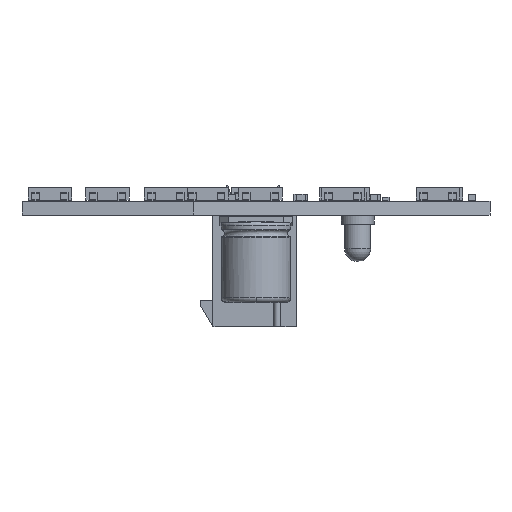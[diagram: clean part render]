
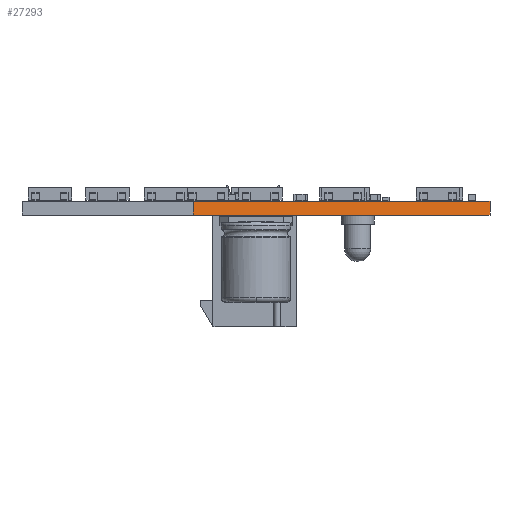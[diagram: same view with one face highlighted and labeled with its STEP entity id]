
A CAD part, left-side view. The second image highlights one B-rep face of the part: STEP entity #27293.
In plain terms, the highlighted planar face has unit normal (-0.869, -0.496, 0).
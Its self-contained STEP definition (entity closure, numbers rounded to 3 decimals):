
#23443 = PLANE('',#23444);
#23444 = AXIS2_PLACEMENT_3D('',#23445,#23446,#23447);
#23445 = CARTESIAN_POINT('',(141.674,-98.782,1.58));
#23446 = DIRECTION('',(-0.,-0.,-1.));
#23447 = DIRECTION('',(-1.,0.,0.));
#23497 = PLANE('',#23498);
#23498 = AXIS2_PLACEMENT_3D('',#23499,#23500,#23501);
#23499 = CARTESIAN_POINT('',(141.674,-98.782,0.));
#23500 = DIRECTION('',(-0.,-0.,-1.));
#23501 = DIRECTION('',(-1.,0.,0.));
#23530 = PLANE('',#23531);
#23531 = AXIS2_PLACEMENT_3D('',#23532,#23533,#23534);
#23532 = CARTESIAN_POINT('',(76.908,-87.036,0.));
#23533 = DIRECTION('',(-1.,0.,0.));
#23534 = DIRECTION('',(0.,1.,0.));
#24866 = VERTEX_POINT('',#24867);
#24867 = CARTESIAN_POINT('',(96.39,-121.174,0.));
#24881 = PLANE('',#24882);
#24882 = AXIS2_PLACEMENT_3D('',#24883,#24884,#24885);
#24883 = CARTESIAN_POINT('',(210.03,-120.996,0.));
#24884 = DIRECTION('',(0.002,-1.,0.));
#24885 = DIRECTION('',(-1.,-0.002,0.));
#24893 = EDGE_CURVE('',#24866,#24894,#24896,.T.);
#24894 = VERTEX_POINT('',#24895);
#24895 = CARTESIAN_POINT('',(76.908,-87.036,0.));
#24896 = SURFACE_CURVE('',#24897,(#24901,#24908),.PCURVE_S1.);
#24897 = LINE('',#24898,#24899);
#24898 = CARTESIAN_POINT('',(96.39,-121.174,0.));
#24899 = VECTOR('',#24900,1.);
#24900 = DIRECTION('',(-0.496,0.869,0.));
#24901 = PCURVE('',#23497,#24902);
#24902 = DEFINITIONAL_REPRESENTATION('',(#24903),#24907);
#24903 = LINE('',#24904,#24905);
#24904 = CARTESIAN_POINT('',(45.283,-22.391));
#24905 = VECTOR('',#24906,1.);
#24906 = DIRECTION('',(0.496,0.869));
#24907 = ( GEOMETRIC_REPRESENTATION_CONTEXT(2) 
PARAMETRIC_REPRESENTATION_CONTEXT() REPRESENTATION_CONTEXT('2D SPACE',''
  ) );
#24908 = PCURVE('',#24909,#24914);
#24909 = PLANE('',#24910);
#24910 = AXIS2_PLACEMENT_3D('',#24911,#24912,#24913);
#24911 = CARTESIAN_POINT('',(96.39,-121.174,0.));
#24912 = DIRECTION('',(-0.869,-0.496,0.));
#24913 = DIRECTION('',(-0.496,0.869,0.));
#24914 = DEFINITIONAL_REPRESENTATION('',(#24915),#24919);
#24915 = LINE('',#24916,#24917);
#24916 = CARTESIAN_POINT('',(0.,0.));
#24917 = VECTOR('',#24918,1.);
#24918 = DIRECTION('',(1.,0.));
#24919 = ( GEOMETRIC_REPRESENTATION_CONTEXT(2) 
PARAMETRIC_REPRESENTATION_CONTEXT() REPRESENTATION_CONTEXT('2D SPACE',''
  ) );
#26603 = VERTEX_POINT('',#26604);
#26604 = CARTESIAN_POINT('',(96.39,-121.174,1.58));
#26625 = EDGE_CURVE('',#26603,#26626,#26628,.T.);
#26626 = VERTEX_POINT('',#26627);
#26627 = CARTESIAN_POINT('',(76.908,-87.036,1.58));
#26628 = SURFACE_CURVE('',#26629,(#26633,#26640),.PCURVE_S1.);
#26629 = LINE('',#26630,#26631);
#26630 = CARTESIAN_POINT('',(96.39,-121.174,1.58));
#26631 = VECTOR('',#26632,1.);
#26632 = DIRECTION('',(-0.496,0.869,0.));
#26633 = PCURVE('',#23443,#26634);
#26634 = DEFINITIONAL_REPRESENTATION('',(#26635),#26639);
#26635 = LINE('',#26636,#26637);
#26636 = CARTESIAN_POINT('',(45.283,-22.391));
#26637 = VECTOR('',#26638,1.);
#26638 = DIRECTION('',(0.496,0.869));
#26639 = ( GEOMETRIC_REPRESENTATION_CONTEXT(2) 
PARAMETRIC_REPRESENTATION_CONTEXT() REPRESENTATION_CONTEXT('2D SPACE',''
  ) );
#26640 = PCURVE('',#24909,#26641);
#26641 = DEFINITIONAL_REPRESENTATION('',(#26642),#26646);
#26642 = LINE('',#26643,#26644);
#26643 = CARTESIAN_POINT('',(0.,-1.58));
#26644 = VECTOR('',#26645,1.);
#26645 = DIRECTION('',(1.,0.));
#26646 = ( GEOMETRIC_REPRESENTATION_CONTEXT(2) 
PARAMETRIC_REPRESENTATION_CONTEXT() REPRESENTATION_CONTEXT('2D SPACE',''
  ) );
#27243 = EDGE_CURVE('',#24894,#26626,#27244,.T.);
#27244 = SURFACE_CURVE('',#27245,(#27249,#27256),.PCURVE_S1.);
#27245 = LINE('',#27246,#27247);
#27246 = CARTESIAN_POINT('',(76.908,-87.036,0.));
#27247 = VECTOR('',#27248,1.);
#27248 = DIRECTION('',(0.,0.,1.));
#27249 = PCURVE('',#23530,#27250);
#27250 = DEFINITIONAL_REPRESENTATION('',(#27251),#27255);
#27251 = LINE('',#27252,#27253);
#27252 = CARTESIAN_POINT('',(0.,0.));
#27253 = VECTOR('',#27254,1.);
#27254 = DIRECTION('',(0.,-1.));
#27255 = ( GEOMETRIC_REPRESENTATION_CONTEXT(2) 
PARAMETRIC_REPRESENTATION_CONTEXT() REPRESENTATION_CONTEXT('2D SPACE',''
  ) );
#27256 = PCURVE('',#24909,#27257);
#27257 = DEFINITIONAL_REPRESENTATION('',(#27258),#27262);
#27258 = LINE('',#27259,#27260);
#27259 = CARTESIAN_POINT('',(39.305,0.));
#27260 = VECTOR('',#27261,1.);
#27261 = DIRECTION('',(0.,-1.));
#27262 = ( GEOMETRIC_REPRESENTATION_CONTEXT(2) 
PARAMETRIC_REPRESENTATION_CONTEXT() REPRESENTATION_CONTEXT('2D SPACE',''
  ) );
#27293 = ADVANCED_FACE('',(#27294),#24909,.T.);
#27294 = FACE_BOUND('',#27295,.T.);
#27295 = EDGE_LOOP('',(#27296,#27317,#27318,#27319));
#27296 = ORIENTED_EDGE('',*,*,#27297,.T.);
#27297 = EDGE_CURVE('',#24866,#26603,#27298,.T.);
#27298 = SURFACE_CURVE('',#27299,(#27303,#27310),.PCURVE_S1.);
#27299 = LINE('',#27300,#27301);
#27300 = CARTESIAN_POINT('',(96.39,-121.174,0.));
#27301 = VECTOR('',#27302,1.);
#27302 = DIRECTION('',(0.,0.,1.));
#27303 = PCURVE('',#24909,#27304);
#27304 = DEFINITIONAL_REPRESENTATION('',(#27305),#27309);
#27305 = LINE('',#27306,#27307);
#27306 = CARTESIAN_POINT('',(0.,0.));
#27307 = VECTOR('',#27308,1.);
#27308 = DIRECTION('',(0.,-1.));
#27309 = ( GEOMETRIC_REPRESENTATION_CONTEXT(2) 
PARAMETRIC_REPRESENTATION_CONTEXT() REPRESENTATION_CONTEXT('2D SPACE',''
  ) );
#27310 = PCURVE('',#24881,#27311);
#27311 = DEFINITIONAL_REPRESENTATION('',(#27312),#27316);
#27312 = LINE('',#27313,#27314);
#27313 = CARTESIAN_POINT('',(113.64,0.));
#27314 = VECTOR('',#27315,1.);
#27315 = DIRECTION('',(0.,-1.));
#27316 = ( GEOMETRIC_REPRESENTATION_CONTEXT(2) 
PARAMETRIC_REPRESENTATION_CONTEXT() REPRESENTATION_CONTEXT('2D SPACE',''
  ) );
#27317 = ORIENTED_EDGE('',*,*,#26625,.T.);
#27318 = ORIENTED_EDGE('',*,*,#27243,.F.);
#27319 = ORIENTED_EDGE('',*,*,#24893,.F.);
